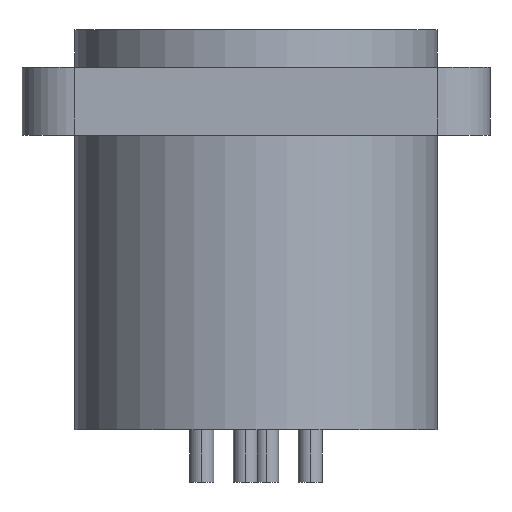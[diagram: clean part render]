
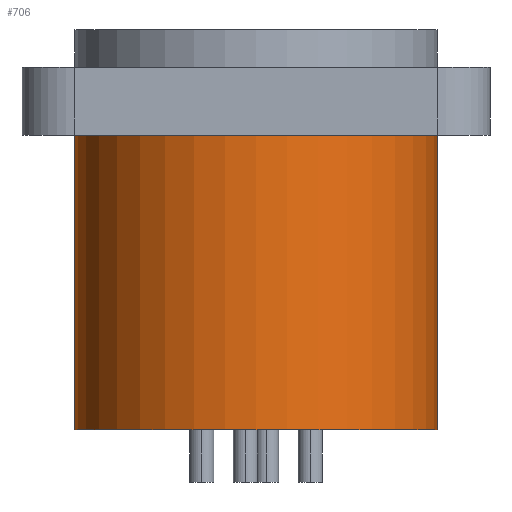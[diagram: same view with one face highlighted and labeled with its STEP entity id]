
A CAD part, left-side view. The second image highlights one B-rep face of the part: STEP entity #706.
In plain terms, the highlighted cylindrical face has radius 12 mm (diameter 24 mm), a partial arc.
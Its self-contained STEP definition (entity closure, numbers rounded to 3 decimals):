
#6=DIRECTION('',(0.,0.,1.));
#7=VECTOR('',#6,19.5);
#8=CARTESIAN_POINT('',(0.,12.,-19.5));
#9=LINE('',#8,#7);
#10=DIRECTION('',(0.,0.,1.));
#11=VECTOR('',#10,19.5);
#12=CARTESIAN_POINT('',(0.,-12.,-19.5));
#13=LINE('',#12,#11);
#14=CARTESIAN_POINT('',(0.,0.,-19.5));
#15=DIRECTION('',(0.,0.,1.));
#16=DIRECTION('',(0.,1.,0.));
#17=AXIS2_PLACEMENT_3D('',#14,#15,#16);
#24=CARTESIAN_POINT('',(0.,0.,0.));
#25=DIRECTION('',(0.,0.,1.));
#26=DIRECTION('',(0.,1.,0.));
#27=AXIS2_PLACEMENT_3D('',#24,#25,#26);
#525=CARTESIAN_POINT('',(0.,12.,-19.5));
#526=CARTESIAN_POINT('',(0.,12.,0.));
#527=VERTEX_POINT('',#525);
#528=VERTEX_POINT('',#526);
#541=CARTESIAN_POINT('',(0.,-12.,-19.5));
#542=CARTESIAN_POINT('',(0.,-12.,0.));
#543=VERTEX_POINT('',#541);
#544=VERTEX_POINT('',#542);
#693=CARTESIAN_POINT('',(0.,0.,8.325));
#694=DIRECTION('',(0.,0.,-1.));
#695=DIRECTION('',(0.,-1.,0.));
#696=AXIS2_PLACEMENT_3D('',#693,#694,#695);
#697=CYLINDRICAL_SURFACE('',#696,12.);
#698=ORIENTED_EDGE('',*,*,#682,.T.);
#700=ORIENTED_EDGE('',*,*,#699,.T.);
#701=ORIENTED_EDGE('',*,*,#686,.F.);
#703=ORIENTED_EDGE('',*,*,#702,.F.);
#704=EDGE_LOOP('',(#698,#700,#701,#703));
#705=FACE_OUTER_BOUND('',#704,.F.);
#706=ADVANCED_FACE('',(#705),#697,.T.);
#18=CIRCLE('',#17,12.);
#28=CIRCLE('',#27,12.);
#682=EDGE_CURVE('',#527,#528,#9,.T.);
#686=EDGE_CURVE('',#543,#544,#13,.T.);
#699=EDGE_CURVE('',#528,#544,#28,.T.);
#702=EDGE_CURVE('',#527,#543,#18,.T.);
